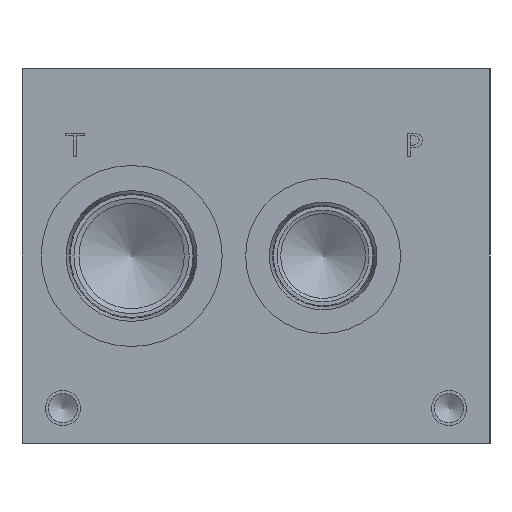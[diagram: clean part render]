
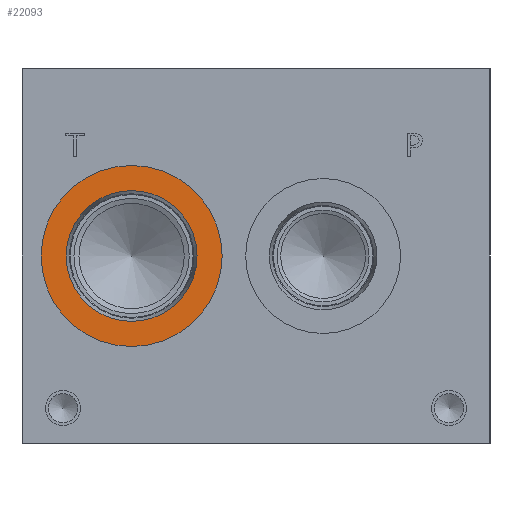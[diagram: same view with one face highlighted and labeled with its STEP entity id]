
A CAD part, left-side view. The second image highlights one B-rep face of the part: STEP entity #22093.
In plain terms, the highlighted planar face has unit normal (-1, 0, 0).
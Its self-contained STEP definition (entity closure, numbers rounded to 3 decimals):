
#790=CIRCLE('',#23198,24.562);
#791=CIRCLE('',#23199,24.562);
#792=CIRCLE('',#23201,17.755);
#793=CIRCLE('',#23202,17.755);
#2030=FACE_BOUND('',#4259,.T.);
#2962=FACE_OUTER_BOUND('',#4258,.T.);
#4258=EDGE_LOOP('',(#18103,#18104));
#4259=EDGE_LOOP('',(#18105,#18106));
#9935=VERTEX_POINT('',#37219);
#9936=VERTEX_POINT('',#37221);
#9937=VERTEX_POINT('',#37225);
#9938=VERTEX_POINT('',#37226);
#12838=EDGE_CURVE('',#9935,#9936,#790,.T.);
#12839=EDGE_CURVE('',#9936,#9935,#791,.T.);
#12840=EDGE_CURVE('',#9937,#9938,#792,.T.);
#12841=EDGE_CURVE('',#9938,#9937,#793,.T.);
#18103=ORIENTED_EDGE('',*,*,#12839,.F.);
#18104=ORIENTED_EDGE('',*,*,#12838,.F.);
#18105=ORIENTED_EDGE('',*,*,#12840,.T.);
#18106=ORIENTED_EDGE('',*,*,#12841,.T.);
#20521=PLANE('',#23200);
#22093=ADVANCED_FACE('',(#2962,#2030),#20521,.F.);
#23198=AXIS2_PLACEMENT_3D('',#37222,#27160,#27161);
#23199=AXIS2_PLACEMENT_3D('',#37223,#27162,#27163);
#23200=AXIS2_PLACEMENT_3D('',#37224,#27164,#27165);
#23201=AXIS2_PLACEMENT_3D('',#37227,#27166,#27167);
#23202=AXIS2_PLACEMENT_3D('',#37228,#27168,#27169);
#27160=DIRECTION('center_axis',(1.,0.,0.));
#27161=DIRECTION('ref_axis',(0.,0.,-1.));
#27162=DIRECTION('center_axis',(1.,0.,0.));
#27163=DIRECTION('ref_axis',(0.,0.,-1.));
#27164=DIRECTION('center_axis',(1.,0.,0.));
#27165=DIRECTION('ref_axis',(0.,0.,-1.));
#27166=DIRECTION('center_axis',(1.,0.,0.));
#27167=DIRECTION('ref_axis',(0.,0.,-1.));
#27168=DIRECTION('center_axis',(1.,0.,0.));
#27169=DIRECTION('ref_axis',(0.,0.,-1.));
#37219=CARTESIAN_POINT('',(0.787,97.257,26.238));
#37221=CARTESIAN_POINT('',(0.787,97.257,75.362));
#37222=CARTESIAN_POINT('Origin',(0.787,97.257,50.8));
#37223=CARTESIAN_POINT('Origin',(0.787,97.257,50.8));
#37224=CARTESIAN_POINT('Origin',(0.787,97.257,68.555));
#37225=CARTESIAN_POINT('',(0.787,97.257,68.555));
#37226=CARTESIAN_POINT('',(0.787,97.257,33.045));
#37227=CARTESIAN_POINT('Origin',(0.787,97.257,50.8));
#37228=CARTESIAN_POINT('Origin',(0.787,97.257,50.8));
